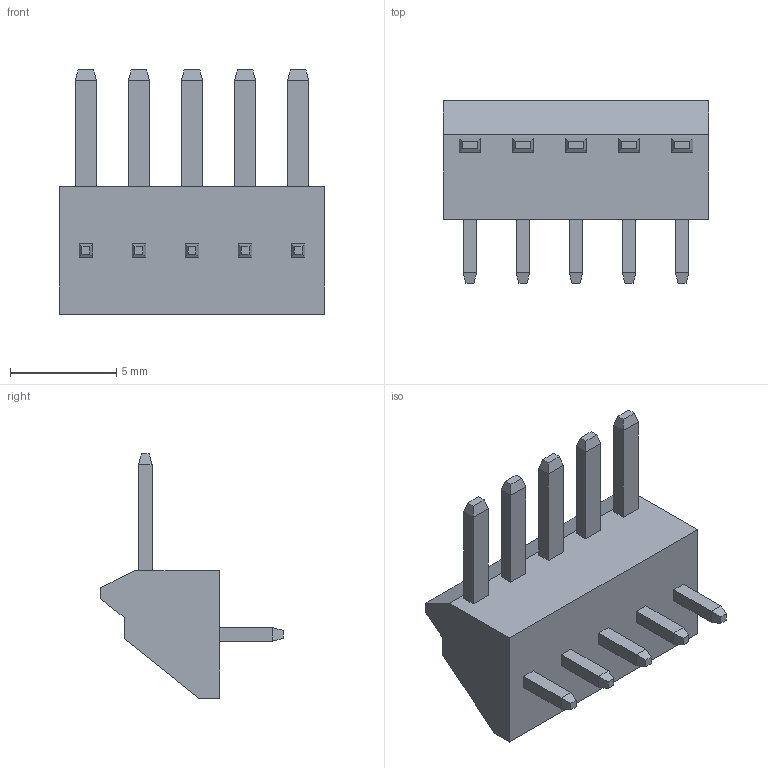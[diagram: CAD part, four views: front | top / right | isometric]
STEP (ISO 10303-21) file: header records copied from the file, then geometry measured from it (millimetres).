
FILE_DESCRIPTION (( 'STEP AP214' ), '1' );
FILE_NAME ('BS5P-SHF-1AA(LF)(SN).stp', '2021-05-09T05:50:06', ( '' ), ( '' ), 'SwSTEP 2.0', 'SolidWorks 2020', '' );
FILE_SCHEMA (( 'AUTOMOTIVE_DESIGN' ));
Length unit declared in the file: millimetre
Products named in the file (1): BS5P-SHF-1AA(LF)(SN)
Bounding box: 12.5 x 8.6 x 11.5 mm (x, y, z)
Volume: 315.3 mm3; surface area: 422.4 mm2
Topology: 1 solids, 1 shells, 100 faces, 224 edges, 136 vertices
Faces by surface type: plane 100
Entity records: 2812 total; most frequent: CARTESIAN_POINT 461, ORIENTED_EDGE 448, DIRECTION 426, LINE 224, EDGE_CURVE 224, VECTOR 224, VERTEX_POINT 136, EDGE_LOOP 110
